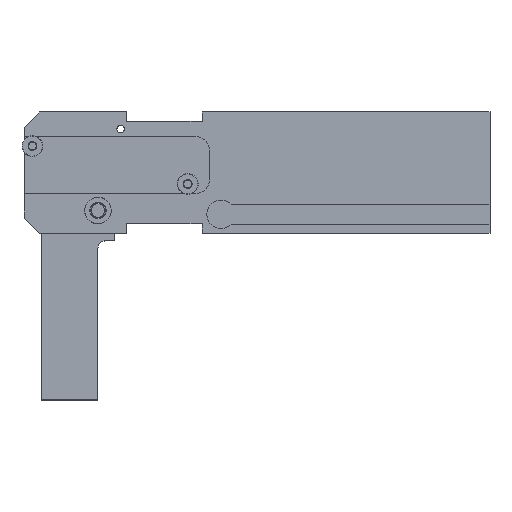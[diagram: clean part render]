
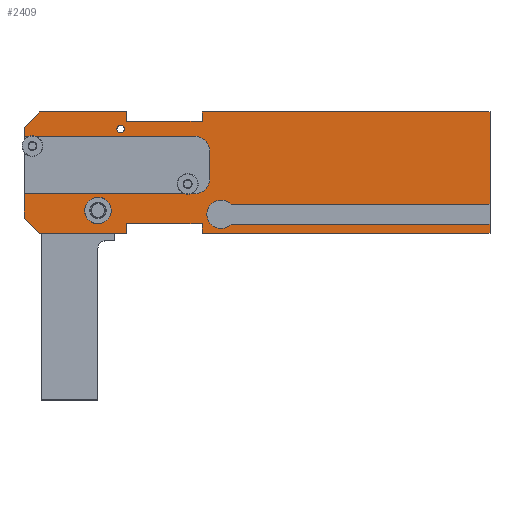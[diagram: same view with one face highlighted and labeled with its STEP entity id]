
A CAD part, top view. The second image highlights one B-rep face of the part: STEP entity #2409.
In plain terms, the highlighted planar face has unit normal (0, 0, 1).
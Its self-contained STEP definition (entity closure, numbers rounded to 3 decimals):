
#630=CARTESIAN_POINT('Vertex',(-19.5,-14.,13.)) ;
#633=CARTESIAN_POINT('Line Origine',(-19.5,-10.8,13.)) ;
#637=CARTESIAN_POINT('Vertex',(-19.5,-7.6,13.)) ;
#658=CARTESIAN_POINT('Vertex',(-19.5,7.6,13.)) ;
#661=CARTESIAN_POINT('Line Origine',(-19.5,8.8,13.)) ;
#665=CARTESIAN_POINT('Vertex',(-19.5,10.,13.)) ;
#693=CARTESIAN_POINT('Vertex',(-15.5,14.,13.)) ;
#696=CARTESIAN_POINT('Line Origine',(-4.,14.,13.)) ;
#700=CARTESIAN_POINT('Vertex',(7.5,14.,13.)) ;
#724=CARTESIAN_POINT('Vertex',(-15.5,-18.,13.)) ;
#727=CARTESIAN_POINT('Line Origine',(-17.5,-16.,13.)) ;
#744=CARTESIAN_POINT('Line Origine',(3.,-7.6,13.)) ;
#748=CARTESIAN_POINT('Vertex',(25.5,-7.6,13.)) ;
#775=CARTESIAN_POINT('Axis2P3D Location',(25.5,-3.6,13.)) ;
#779=CARTESIAN_POINT('Vertex',(29.5,-3.6,13.)) ;
#806=CARTESIAN_POINT('Line Origine',(29.5,0.,13.)) ;
#810=CARTESIAN_POINT('Vertex',(29.5,3.6,13.)) ;
#837=CARTESIAN_POINT('Axis2P3D Location',(25.5,3.6,13.)) ;
#841=CARTESIAN_POINT('Vertex',(25.5,7.6,13.)) ;
#1493=CARTESIAN_POINT('Vertex',(35.202,-10.4,13.)) ;
#1496=CARTESIAN_POINT('Axis2P3D Location',(32.5,-13.,13.)) ;
#1500=CARTESIAN_POINT('Vertex',(28.75,-13.,13.)) ;
#1530=CARTESIAN_POINT('Vertex',(35.202,-15.6,13.)) ;
#1552=CARTESIAN_POINT('Axis2P3D Location',(32.5,-13.,13.)) ;
#2044=CARTESIAN_POINT('Line Origine',(69.351,-15.6,13.)) ;
#2048=CARTESIAN_POINT('Vertex',(103.5,-15.6,13.)) ;
#2190=CARTESIAN_POINT('Vertex',(103.5,-10.4,13.)) ;
#2193=CARTESIAN_POINT('Line Origine',(69.351,-10.4,13.)) ;
#2210=CARTESIAN_POINT('Line Origine',(3.,7.6,13.)) ;
#2263=CARTESIAN_POINT('Axis2P3D Location',(0.,0.,13.)) ;
#2268=CARTESIAN_POINT('Line Origine',(103.5,1.8,13.)) ;
#2272=CARTESIAN_POINT('Vertex',(103.5,14.,13.)) ;
#2275=CARTESIAN_POINT('Line Origine',(65.5,14.,13.)) ;
#2279=CARTESIAN_POINT('Vertex',(27.5,14.,13.)) ;
#2282=CARTESIAN_POINT('Line Origine',(27.5,12.75,13.)) ;
#2286=CARTESIAN_POINT('Vertex',(27.5,11.5,13.)) ;
#2289=CARTESIAN_POINT('Line Origine',(17.5,11.5,13.)) ;
#2293=CARTESIAN_POINT('Vertex',(7.5,11.5,13.)) ;
#2296=CARTESIAN_POINT('Line Origine',(7.5,12.75,13.)) ;
#2301=CARTESIAN_POINT('Line Origine',(-17.5,12.,13.)) ;
#2306=CARTESIAN_POINT('Line Origine',(-4.,-18.,13.)) ;
#2310=CARTESIAN_POINT('Vertex',(7.5,-18.,13.)) ;
#2313=CARTESIAN_POINT('Line Origine',(7.5,-16.75,13.)) ;
#2317=CARTESIAN_POINT('Vertex',(7.5,-15.5,13.)) ;
#2320=CARTESIAN_POINT('Line Origine',(17.5,-15.5,13.)) ;
#2324=CARTESIAN_POINT('Vertex',(27.5,-15.5,13.)) ;
#2327=CARTESIAN_POINT('Line Origine',(27.5,-16.75,13.)) ;
#2331=CARTESIAN_POINT('Vertex',(27.5,-18.,13.)) ;
#2334=CARTESIAN_POINT('Line Origine',(65.5,-18.,13.)) ;
#2338=CARTESIAN_POINT('Vertex',(103.5,-18.,13.)) ;
#2341=CARTESIAN_POINT('Line Origine',(103.5,-16.8,13.)) ;
#2373=CARTESIAN_POINT('Axis2P3D Location',(6.,9.5,13.)) ;
#2377=CARTESIAN_POINT('Vertex',(5.122,9.979,13.)) ;
#2379=CARTESIAN_POINT('Vertex',(6.878,9.021,13.)) ;
#2382=CARTESIAN_POINT('Axis2P3D Location',(6.,9.5,13.)) ;
#2391=CARTESIAN_POINT('Axis2P3D Location',(0.,-12.,13.)) ;
#2395=CARTESIAN_POINT('Vertex',(-3.072,-10.322,13.)) ;
#2397=CARTESIAN_POINT('Vertex',(3.072,-13.678,13.)) ;
#2400=CARTESIAN_POINT('Axis2P3D Location',(0.,-12.,13.)) ;
#634=DIRECTION('Vector Direction',(0.,-1.,0.)) ;
#662=DIRECTION('Vector Direction',(0.,-1.,0.)) ;
#697=DIRECTION('Vector Direction',(-1.,0.,0.)) ;
#728=DIRECTION('Vector Direction',(0.707,-0.707,0.)) ;
#745=DIRECTION('Vector Direction',(-1.,0.,0.)) ;
#776=DIRECTION('Axis2P3D Direction',(0.,0.,1.)) ;
#807=DIRECTION('Vector Direction',(0.,-1.,0.)) ;
#838=DIRECTION('Axis2P3D Direction',(0.,0.,1.)) ;
#1497=DIRECTION('Axis2P3D Direction',(0.,0.,1.)) ;
#1553=DIRECTION('Axis2P3D Direction',(0.,0.,1.)) ;
#2045=DIRECTION('Vector Direction',(-1.,0.,0.)) ;
#2194=DIRECTION('Vector Direction',(-1.,0.,0.)) ;
#2211=DIRECTION('Vector Direction',(1.,0.,0.)) ;
#2264=DIRECTION('Axis2P3D Direction',(0.,0.,1.)) ;
#2265=DIRECTION('Axis2P3D XDirection',(1.,0.,0.)) ;
#2269=DIRECTION('Vector Direction',(0.,1.,0.)) ;
#2276=DIRECTION('Vector Direction',(-1.,0.,0.)) ;
#2283=DIRECTION('Vector Direction',(0.,-1.,0.)) ;
#2290=DIRECTION('Vector Direction',(-1.,0.,0.)) ;
#2297=DIRECTION('Vector Direction',(0.,1.,0.)) ;
#2302=DIRECTION('Vector Direction',(0.707,0.707,0.)) ;
#2307=DIRECTION('Vector Direction',(1.,0.,0.)) ;
#2314=DIRECTION('Vector Direction',(0.,1.,0.)) ;
#2321=DIRECTION('Vector Direction',(1.,0.,0.)) ;
#2328=DIRECTION('Vector Direction',(0.,-1.,0.)) ;
#2335=DIRECTION('Vector Direction',(1.,0.,0.)) ;
#2342=DIRECTION('Vector Direction',(0.,1.,0.)) ;
#2374=DIRECTION('Axis2P3D Direction',(0.,0.,1.)) ;
#2383=DIRECTION('Axis2P3D Direction',(0.,0.,1.)) ;
#2392=DIRECTION('Axis2P3D Direction',(0.,0.,1.)) ;
#2401=DIRECTION('Axis2P3D Direction',(0.,0.,1.)) ;
#777=AXIS2_PLACEMENT_3D('Circle Axis2P3D',#775,#776,$) ;
#839=AXIS2_PLACEMENT_3D('Circle Axis2P3D',#837,#838,$) ;
#1498=AXIS2_PLACEMENT_3D('Circle Axis2P3D',#1496,#1497,$) ;
#1554=AXIS2_PLACEMENT_3D('Circle Axis2P3D',#1552,#1553,$) ;
#2266=AXIS2_PLACEMENT_3D('Plane Axis2P3D',#2263,#2264,#2265) ;
#2375=AXIS2_PLACEMENT_3D('Circle Axis2P3D',#2373,#2374,$) ;
#2384=AXIS2_PLACEMENT_3D('Circle Axis2P3D',#2382,#2383,$) ;
#2393=AXIS2_PLACEMENT_3D('Circle Axis2P3D',#2391,#2392,$) ;
#2402=AXIS2_PLACEMENT_3D('Circle Axis2P3D',#2400,#2401,$) ;
#2347=ORIENTED_EDGE('',*,*,#2274,.T.) ;
#2348=ORIENTED_EDGE('',*,*,#2281,.T.) ;
#2349=ORIENTED_EDGE('',*,*,#2288,.T.) ;
#2350=ORIENTED_EDGE('',*,*,#2295,.T.) ;
#2351=ORIENTED_EDGE('',*,*,#2300,.T.) ;
#2352=ORIENTED_EDGE('',*,*,#702,.T.) ;
#2353=ORIENTED_EDGE('',*,*,#2305,.F.) ;
#2354=ORIENTED_EDGE('',*,*,#667,.T.) ;
#2355=ORIENTED_EDGE('',*,*,#2214,.F.) ;
#2356=ORIENTED_EDGE('',*,*,#843,.F.) ;
#2357=ORIENTED_EDGE('',*,*,#812,.F.) ;
#2358=ORIENTED_EDGE('',*,*,#781,.F.) ;
#2359=ORIENTED_EDGE('',*,*,#750,.F.) ;
#2360=ORIENTED_EDGE('',*,*,#639,.T.) ;
#2361=ORIENTED_EDGE('',*,*,#731,.F.) ;
#2362=ORIENTED_EDGE('',*,*,#2312,.T.) ;
#2363=ORIENTED_EDGE('',*,*,#2319,.T.) ;
#2364=ORIENTED_EDGE('',*,*,#2326,.T.) ;
#2365=ORIENTED_EDGE('',*,*,#2333,.T.) ;
#2366=ORIENTED_EDGE('',*,*,#2340,.T.) ;
#2367=ORIENTED_EDGE('',*,*,#2345,.T.) ;
#2368=ORIENTED_EDGE('',*,*,#2050,.T.) ;
#2369=ORIENTED_EDGE('',*,*,#1556,.F.) ;
#2370=ORIENTED_EDGE('',*,*,#1502,.F.) ;
#2371=ORIENTED_EDGE('',*,*,#2197,.F.) ;
#2388=ORIENTED_EDGE('',*,*,#2381,.F.) ;
#2389=ORIENTED_EDGE('',*,*,#2386,.F.) ;
#2406=ORIENTED_EDGE('',*,*,#2399,.F.) ;
#2407=ORIENTED_EDGE('',*,*,#2404,.F.) ;
#2390=FACE_BOUND('',#2387,.T.) ;
#2408=FACE_BOUND('',#2405,.T.) ;
#635=VECTOR('Line Direction',#634,1.) ;
#663=VECTOR('Line Direction',#662,1.) ;
#698=VECTOR('Line Direction',#697,1.) ;
#729=VECTOR('Line Direction',#728,1.) ;
#746=VECTOR('Line Direction',#745,1.) ;
#808=VECTOR('Line Direction',#807,1.) ;
#2046=VECTOR('Line Direction',#2045,1.) ;
#2195=VECTOR('Line Direction',#2194,1.) ;
#2212=VECTOR('Line Direction',#2211,1.) ;
#2270=VECTOR('Line Direction',#2269,1.) ;
#2277=VECTOR('Line Direction',#2276,1.) ;
#2284=VECTOR('Line Direction',#2283,1.) ;
#2291=VECTOR('Line Direction',#2290,1.) ;
#2298=VECTOR('Line Direction',#2297,1.) ;
#2303=VECTOR('Line Direction',#2302,1.) ;
#2308=VECTOR('Line Direction',#2307,1.) ;
#2315=VECTOR('Line Direction',#2314,1.) ;
#2322=VECTOR('Line Direction',#2321,1.) ;
#2329=VECTOR('Line Direction',#2328,1.) ;
#2336=VECTOR('Line Direction',#2335,1.) ;
#2343=VECTOR('Line Direction',#2342,1.) ;
#2409=ADVANCED_FACE('',(#2372,#2390,#2408),#2267,.T.) ;
#778=CIRCLE('generated circle',#777,4.) ;
#840=CIRCLE('generated circle',#839,4.) ;
#1499=CIRCLE('generated circle',#1498,3.75) ;
#1555=CIRCLE('generated circle',#1554,3.75) ;
#2376=CIRCLE('generated circle',#2375,1.) ;
#2385=CIRCLE('generated circle',#2384,1.) ;
#2394=CIRCLE('generated circle',#2393,3.5) ;
#2403=CIRCLE('generated circle',#2402,3.5) ;
#639=EDGE_CURVE('',#638,#631,#636,.T.) ;
#667=EDGE_CURVE('',#666,#659,#664,.T.) ;
#702=EDGE_CURVE('',#701,#694,#699,.T.) ;
#731=EDGE_CURVE('',#725,#631,#730,.F.) ;
#750=EDGE_CURVE('',#638,#749,#747,.F.) ;
#781=EDGE_CURVE('',#749,#780,#778,.T.) ;
#812=EDGE_CURVE('',#780,#811,#809,.F.) ;
#843=EDGE_CURVE('',#811,#842,#840,.T.) ;
#1502=EDGE_CURVE('',#1494,#1501,#1499,.T.) ;
#1556=EDGE_CURVE('',#1501,#1531,#1555,.T.) ;
#2050=EDGE_CURVE('',#2049,#1531,#2047,.T.) ;
#2197=EDGE_CURVE('',#2191,#1494,#2196,.T.) ;
#2214=EDGE_CURVE('',#842,#659,#2213,.F.) ;
#2274=EDGE_CURVE('',#2191,#2273,#2271,.T.) ;
#2281=EDGE_CURVE('',#2273,#2280,#2278,.T.) ;
#2288=EDGE_CURVE('',#2280,#2287,#2285,.T.) ;
#2295=EDGE_CURVE('',#2287,#2294,#2292,.T.) ;
#2300=EDGE_CURVE('',#2294,#701,#2299,.T.) ;
#2305=EDGE_CURVE('',#666,#694,#2304,.T.) ;
#2312=EDGE_CURVE('',#725,#2311,#2309,.T.) ;
#2319=EDGE_CURVE('',#2311,#2318,#2316,.T.) ;
#2326=EDGE_CURVE('',#2318,#2325,#2323,.T.) ;
#2333=EDGE_CURVE('',#2325,#2332,#2330,.T.) ;
#2340=EDGE_CURVE('',#2332,#2339,#2337,.T.) ;
#2345=EDGE_CURVE('',#2339,#2049,#2344,.T.) ;
#2381=EDGE_CURVE('',#2378,#2380,#2376,.T.) ;
#2386=EDGE_CURVE('',#2380,#2378,#2385,.T.) ;
#2399=EDGE_CURVE('',#2396,#2398,#2394,.T.) ;
#2404=EDGE_CURVE('',#2398,#2396,#2403,.T.) ;
#2346=EDGE_LOOP('',(#2347,#2348,#2349,#2350,#2351,#2352,#2353,#2354,#2355,#2356,#2357,#2358,#2359,#2360,#2361,#2362,#2363,#2364,#2365,#2366,#2367,#2368,#2369,#2370,#2371)) ;
#2387=EDGE_LOOP('',(#2388,#2389)) ;
#2405=EDGE_LOOP('',(#2406,#2407)) ;
#2372=FACE_OUTER_BOUND('',#2346,.T.) ;
#636=LINE('Line',#633,#635) ;
#664=LINE('Line',#661,#663) ;
#699=LINE('Line',#696,#698) ;
#730=LINE('Line',#727,#729) ;
#747=LINE('Line',#744,#746) ;
#809=LINE('Line',#806,#808) ;
#2047=LINE('Line',#2044,#2046) ;
#2196=LINE('Line',#2193,#2195) ;
#2213=LINE('Line',#2210,#2212) ;
#2271=LINE('Line',#2268,#2270) ;
#2278=LINE('Line',#2275,#2277) ;
#2285=LINE('Line',#2282,#2284) ;
#2292=LINE('Line',#2289,#2291) ;
#2299=LINE('Line',#2296,#2298) ;
#2304=LINE('Line',#2301,#2303) ;
#2309=LINE('Line',#2306,#2308) ;
#2316=LINE('Line',#2313,#2315) ;
#2323=LINE('Line',#2320,#2322) ;
#2330=LINE('Line',#2327,#2329) ;
#2337=LINE('Line',#2334,#2336) ;
#2344=LINE('Line',#2341,#2343) ;
#2267=PLANE('Plane',#2266) ;
#631=VERTEX_POINT('',#630) ;
#638=VERTEX_POINT('',#637) ;
#659=VERTEX_POINT('',#658) ;
#666=VERTEX_POINT('',#665) ;
#694=VERTEX_POINT('',#693) ;
#701=VERTEX_POINT('',#700) ;
#725=VERTEX_POINT('',#724) ;
#749=VERTEX_POINT('',#748) ;
#780=VERTEX_POINT('',#779) ;
#811=VERTEX_POINT('',#810) ;
#842=VERTEX_POINT('',#841) ;
#1494=VERTEX_POINT('',#1493) ;
#1501=VERTEX_POINT('',#1500) ;
#1531=VERTEX_POINT('',#1530) ;
#2049=VERTEX_POINT('',#2048) ;
#2191=VERTEX_POINT('',#2190) ;
#2273=VERTEX_POINT('',#2272) ;
#2280=VERTEX_POINT('',#2279) ;
#2287=VERTEX_POINT('',#2286) ;
#2294=VERTEX_POINT('',#2293) ;
#2311=VERTEX_POINT('',#2310) ;
#2318=VERTEX_POINT('',#2317) ;
#2325=VERTEX_POINT('',#2324) ;
#2332=VERTEX_POINT('',#2331) ;
#2339=VERTEX_POINT('',#2338) ;
#2378=VERTEX_POINT('',#2377) ;
#2380=VERTEX_POINT('',#2379) ;
#2396=VERTEX_POINT('',#2395) ;
#2398=VERTEX_POINT('',#2397) ;
